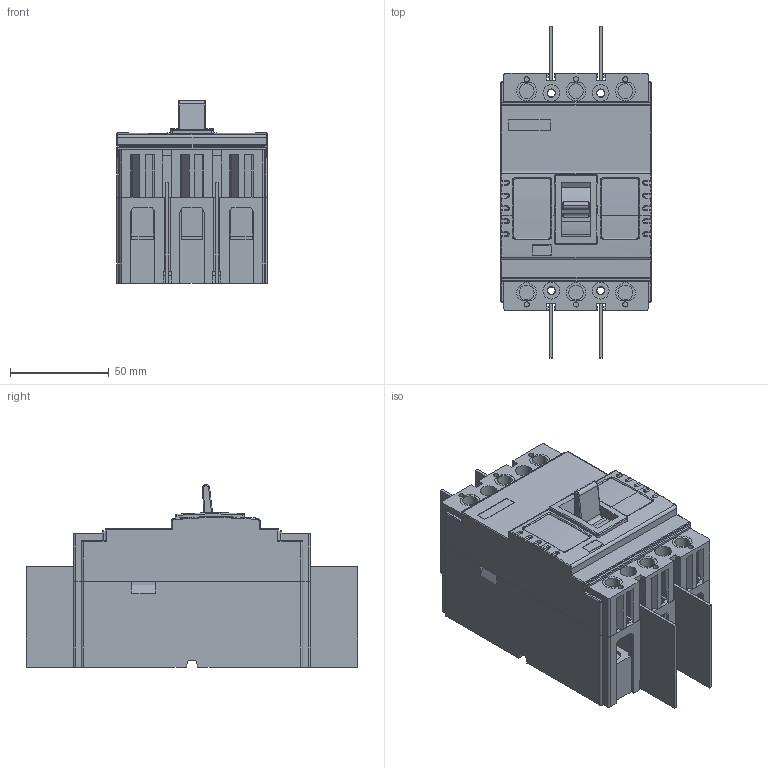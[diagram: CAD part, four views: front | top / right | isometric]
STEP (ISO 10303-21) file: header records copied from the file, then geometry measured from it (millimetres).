
FILE_DESCRIPTION (( 'STEP AP214' ), '1' );
FILE_NAME ('BA88-32.STEP', '2018-04-25T15:31:31', ( 'AutoBVT' ), ( 'Microsoft' ), 'SwSTEP 2.0', 'SolidWorks 2014', '' );
FILE_SCHEMA (( 'AUTOMOTIVE_DESIGN' ));
Length unit declared in the file: millimetre
Products named in the file (1): BA88-32
Bounding box: 76.2 x 168 x 92.36 mm (x, y, z)
Surface area: 188277.8 mm2 (no closed solid volume)
Topology: 0 solids, 10 shells, 1906 faces, 5206 edges, 3353 vertices
Faces by surface type: plane 1268, cylinder 456, bspline 182
Entity records: 69122 total; most frequent: CARTESIAN_POINT 21687, ORIENTED_EDGE 10330, DIRECTION 9042, EDGE_CURVE 5167, LINE 3894, VECTOR 3894, VERTEX_POINT 3351, AXIS2_PLACEMENT_3D 2574
